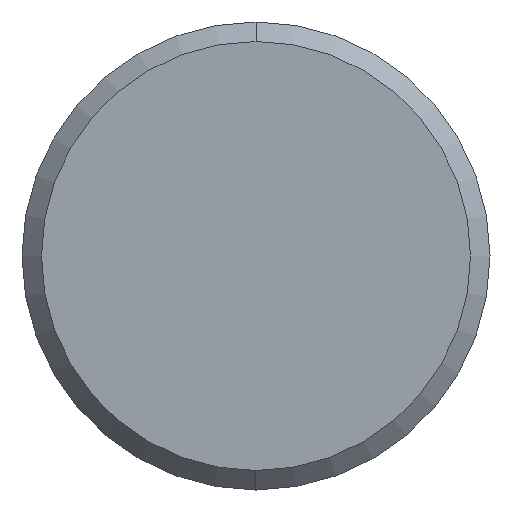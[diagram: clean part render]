
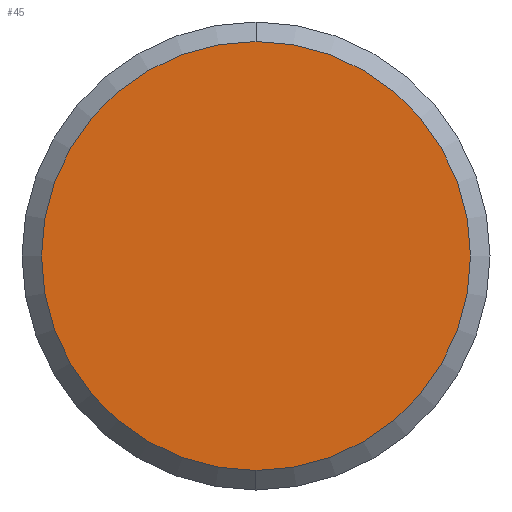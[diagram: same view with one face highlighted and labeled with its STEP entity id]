
A CAD part, front view. The second image highlights one B-rep face of the part: STEP entity #45.
In plain terms, the highlighted planar face has unit normal (0, -1, 0).
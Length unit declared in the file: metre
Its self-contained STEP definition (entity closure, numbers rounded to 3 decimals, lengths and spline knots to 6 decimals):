
#45=ADVANCED_FACE('0:30',(#85),#86,.F.);
#85=FACE_OUTER_BOUND('',#117,.T.);
#86=PLANE('',#118);
#117=EDGE_LOOP('',(#173,#174));
#118=AXIS2_PLACEMENT_3D('',#175,#176,#177);
#173=ORIENTED_EDGE('',*,*,#202,.T.);
#174=ORIENTED_EDGE('',*,*,#204,.T.);
#175=CARTESIAN_POINT('',(0.0,0.0,0.0));
#176=DIRECTION('',(0.0,1.0,0.0));
#177=DIRECTION('',(0.0,-0.0,1.0));
#202=EDGE_CURVE('',#229,#231,#233,.F.);
#204=EDGE_CURVE('',#231,#229,#235,.F.);
#229=VERTEX_POINT('',#264);
#231=VERTEX_POINT('',#267);
#233=CIRCLE('',#270,0.0055);
#235=CIRCLE('',#272,0.0055);
#264=CARTESIAN_POINT('',(0.0,0.0,0.0055));
#267=CARTESIAN_POINT('',(0.,0.0,-0.0055));
#270=AXIS2_PLACEMENT_3D('',#300,#301,#302);
#272=AXIS2_PLACEMENT_3D('',#303,#304,#305);
#300=CARTESIAN_POINT('',(0.0,0.0,0.0));
#301=DIRECTION('',(0.0,1.0,0.0));
#302=DIRECTION('',(0.0,-0.0,1.0));
#303=CARTESIAN_POINT('',(0.0,0.0,0.0));
#304=DIRECTION('',(0.0,1.0,0.0));
#305=DIRECTION('',(0.0,-0.0,1.0));
